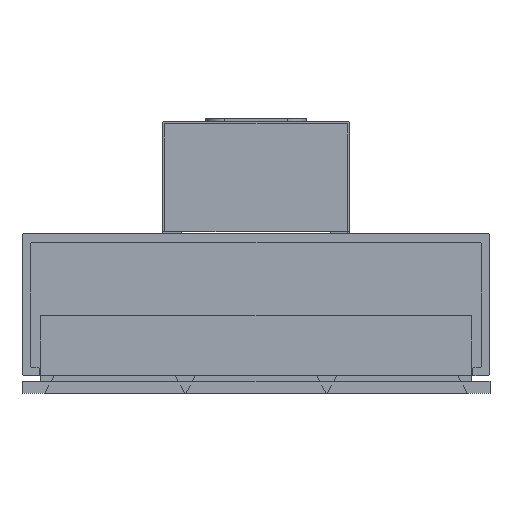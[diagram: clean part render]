
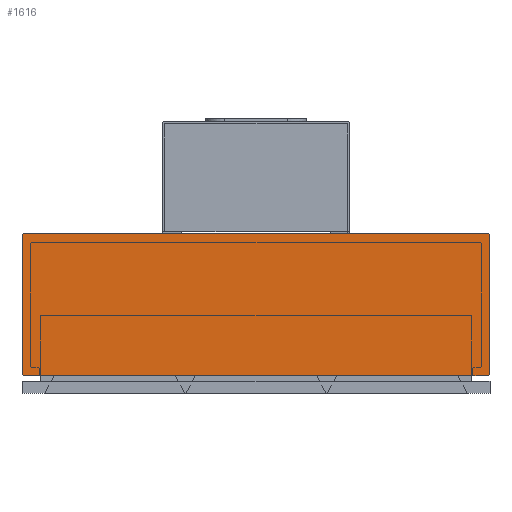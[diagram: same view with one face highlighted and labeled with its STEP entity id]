
A CAD part, front view. The second image highlights one B-rep face of the part: STEP entity #1616.
In plain terms, the highlighted planar face has unit normal (0, -1, 0).
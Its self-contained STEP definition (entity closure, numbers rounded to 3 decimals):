
#1616=ADVANCED_FACE('',(#2275),#9826,.T.);
#2275=FACE_OUTER_BOUND('',#2934,.T.);
#2934=EDGE_LOOP('',(#3736,#3737,#3738,#3739,#3740,#3741,#3742,#3743,#3744));
#3736=ORIENTED_EDGE('',*,*,#6890,.T.);
#3737=ORIENTED_EDGE('',*,*,#6894,.T.);
#3738=ORIENTED_EDGE('',*,*,#6897,.T.);
#3739=ORIENTED_EDGE('',*,*,#6900,.T.);
#3740=ORIENTED_EDGE('',*,*,#6903,.T.);
#3741=ORIENTED_EDGE('',*,*,#6906,.T.);
#3742=ORIENTED_EDGE('',*,*,#6909,.T.);
#3743=ORIENTED_EDGE('',*,*,#6912,.T.);
#3744=ORIENTED_EDGE('',*,*,#6914,.T.);
#6890=EDGE_CURVE('',#8712,#8711,#8499,.T.);
#6894=EDGE_CURVE('',#8711,#8714,#8503,.T.);
#6897=EDGE_CURVE('',#8714,#8716,#8506,.T.);
#6900=EDGE_CURVE('',#8716,#8718,#8509,.T.);
#6903=EDGE_CURVE('',#8718,#8720,#8512,.T.);
#6906=EDGE_CURVE('',#8720,#8722,#8515,.T.);
#6909=EDGE_CURVE('',#8722,#8724,#8518,.T.);
#6912=EDGE_CURVE('',#8724,#8726,#8521,.T.);
#6914=EDGE_CURVE('',#8726,#8712,#8523,.T.);
#8499=(
BOUNDED_CURVE()
B_SPLINE_CURVE(2,(#11820,#11821,#11822),.UNSPECIFIED.,.F.,.F.)
B_SPLINE_CURVE_WITH_KNOTS((3,3),(-251.027,-247.827),
 .UNSPECIFIED.)
CURVE()
GEOMETRIC_REPRESENTATION_ITEM()
RATIONAL_B_SPLINE_CURVE((1.,1.,1.))
REPRESENTATION_ITEM('')
);
#8503=(
BOUNDED_CURVE()
B_SPLINE_CURVE(2,(#11830,#11831,#11832),.UNSPECIFIED.,.F.,.F.)
B_SPLINE_CURVE_WITH_KNOTS((3,3),(-247.827,-247.513),
 .UNSPECIFIED.)
CURVE()
GEOMETRIC_REPRESENTATION_ITEM()
RATIONAL_B_SPLINE_CURVE((1.,0.707,1.))
REPRESENTATION_ITEM('')
);
#8506=(
BOUNDED_CURVE()
B_SPLINE_CURVE(2,(#11838,#11839,#11840),.UNSPECIFIED.,.F.,.F.)
B_SPLINE_CURVE_WITH_KNOTS((3,3),(-247.513,-217.413),
 .UNSPECIFIED.)
CURVE()
GEOMETRIC_REPRESENTATION_ITEM()
RATIONAL_B_SPLINE_CURVE((1.,1.,1.))
REPRESENTATION_ITEM('')
);
#8509=(
BOUNDED_CURVE()
B_SPLINE_CURVE(2,(#11846,#11847,#11848),.UNSPECIFIED.,.F.,.F.)
B_SPLINE_CURVE_WITH_KNOTS((3,3),(-217.413,-217.099),
 .UNSPECIFIED.)
CURVE()
GEOMETRIC_REPRESENTATION_ITEM()
RATIONAL_B_SPLINE_CURVE((1.,0.707,1.))
REPRESENTATION_ITEM('')
);
#8512=(
BOUNDED_CURVE()
B_SPLINE_CURVE(2,(#11854,#11855,#11856),.UNSPECIFIED.,.F.,.F.)
B_SPLINE_CURVE_WITH_KNOTS((3,3),(-217.099,-117.499),
 .UNSPECIFIED.)
CURVE()
GEOMETRIC_REPRESENTATION_ITEM()
RATIONAL_B_SPLINE_CURVE((1.,1.,1.))
REPRESENTATION_ITEM('')
);
#8515=(
BOUNDED_CURVE()
B_SPLINE_CURVE(2,(#11862,#11863,#11864),.UNSPECIFIED.,.F.,.F.)
B_SPLINE_CURVE_WITH_KNOTS((3,3),(-117.499,-117.185),
 .UNSPECIFIED.)
CURVE()
GEOMETRIC_REPRESENTATION_ITEM()
RATIONAL_B_SPLINE_CURVE((1.,0.707,1.))
REPRESENTATION_ITEM('')
);
#8518=(
BOUNDED_CURVE()
B_SPLINE_CURVE(2,(#11870,#11871,#11872),.UNSPECIFIED.,.F.,.F.)
B_SPLINE_CURVE_WITH_KNOTS((3,3),(-117.185,-87.085),
 .UNSPECIFIED.)
CURVE()
GEOMETRIC_REPRESENTATION_ITEM()
RATIONAL_B_SPLINE_CURVE((1.,1.,1.))
REPRESENTATION_ITEM('')
);
#8521=(
BOUNDED_CURVE()
B_SPLINE_CURVE(2,(#11878,#11879,#11880),.UNSPECIFIED.,.F.,.F.)
B_SPLINE_CURVE_WITH_KNOTS((3,3),(-87.085,-86.771),
 .UNSPECIFIED.)
CURVE()
GEOMETRIC_REPRESENTATION_ITEM()
RATIONAL_B_SPLINE_CURVE((1.,0.707,1.))
REPRESENTATION_ITEM('')
);
#8523=(
BOUNDED_CURVE()
B_SPLINE_CURVE(2,(#11884,#11885,#11886),.UNSPECIFIED.,.F.,.F.)
B_SPLINE_CURVE_WITH_KNOTS((3,3),(-86.771,-83.571),
 .UNSPECIFIED.)
CURVE()
GEOMETRIC_REPRESENTATION_ITEM()
RATIONAL_B_SPLINE_CURVE((1.,1.,1.))
REPRESENTATION_ITEM('')
);
#8711=VERTEX_POINT('',#11799);
#8712=VERTEX_POINT('',#11800);
#8714=VERTEX_POINT('',#11802);
#8716=VERTEX_POINT('',#11804);
#8718=VERTEX_POINT('',#11806);
#8720=VERTEX_POINT('',#11808);
#8722=VERTEX_POINT('',#11810);
#8724=VERTEX_POINT('',#11812);
#8726=VERTEX_POINT('',#11814);
#9826=PLANE('',#10466);
#10466=AXIS2_PLACEMENT_3D('',#11796,#11130,$);
#11130=DIRECTION('',(0.,-1.,0.));
#11796=CARTESIAN_POINT('',(62.5,-522.847,-20.084));
#11799=CARTESIAN_POINT('',(49.8,-522.847,-54.397));
#11800=CARTESIAN_POINT('',(46.6,-522.847,-54.397));
#11802=CARTESIAN_POINT('',(50.,-522.847,-54.197));
#11804=CARTESIAN_POINT('',(50.,-522.847,-24.097));
#11806=CARTESIAN_POINT('',(49.8,-522.847,-23.897));
#11808=CARTESIAN_POINT('',(-49.8,-522.847,-23.897));
#11810=CARTESIAN_POINT('',(-50.,-522.847,-24.097));
#11812=CARTESIAN_POINT('',(-50.,-522.847,-54.197));
#11814=CARTESIAN_POINT('',(-49.8,-522.847,-54.397));
#11820=CARTESIAN_POINT('',(46.6,-522.847,-54.397));
#11821=CARTESIAN_POINT('',(48.2,-522.847,-54.397));
#11822=CARTESIAN_POINT('',(49.8,-522.847,-54.397));
#11830=CARTESIAN_POINT('',(49.8,-522.847,-54.397));
#11831=CARTESIAN_POINT('',(50.,-522.847,-54.397));
#11832=CARTESIAN_POINT('',(50.,-522.847,-54.197));
#11838=CARTESIAN_POINT('',(50.,-522.847,-54.197));
#11839=CARTESIAN_POINT('',(50.,-522.847,-39.147));
#11840=CARTESIAN_POINT('',(50.,-522.847,-24.097));
#11846=CARTESIAN_POINT('',(50.,-522.847,-24.097));
#11847=CARTESIAN_POINT('',(50.,-522.847,-23.897));
#11848=CARTESIAN_POINT('',(49.8,-522.847,-23.897));
#11854=CARTESIAN_POINT('',(49.8,-522.847,-23.897));
#11855=CARTESIAN_POINT('',(0.,-522.847,-23.897));
#11856=CARTESIAN_POINT('',(-49.8,-522.847,-23.897));
#11862=CARTESIAN_POINT('',(-49.8,-522.847,-23.897));
#11863=CARTESIAN_POINT('',(-50.,-522.847,-23.897));
#11864=CARTESIAN_POINT('',(-50.,-522.847,-24.097));
#11870=CARTESIAN_POINT('',(-50.,-522.847,-24.097));
#11871=CARTESIAN_POINT('',(-50.,-522.847,-39.147));
#11872=CARTESIAN_POINT('',(-50.,-522.847,-54.197));
#11878=CARTESIAN_POINT('',(-50.,-522.847,-54.197));
#11879=CARTESIAN_POINT('',(-50.,-522.847,-54.397));
#11880=CARTESIAN_POINT('',(-49.8,-522.847,-54.397));
#11884=CARTESIAN_POINT('',(-49.8,-522.847,-54.397));
#11885=CARTESIAN_POINT('',(-48.2,-522.847,-54.397));
#11886=CARTESIAN_POINT('',(46.6,-522.847,-54.397));
